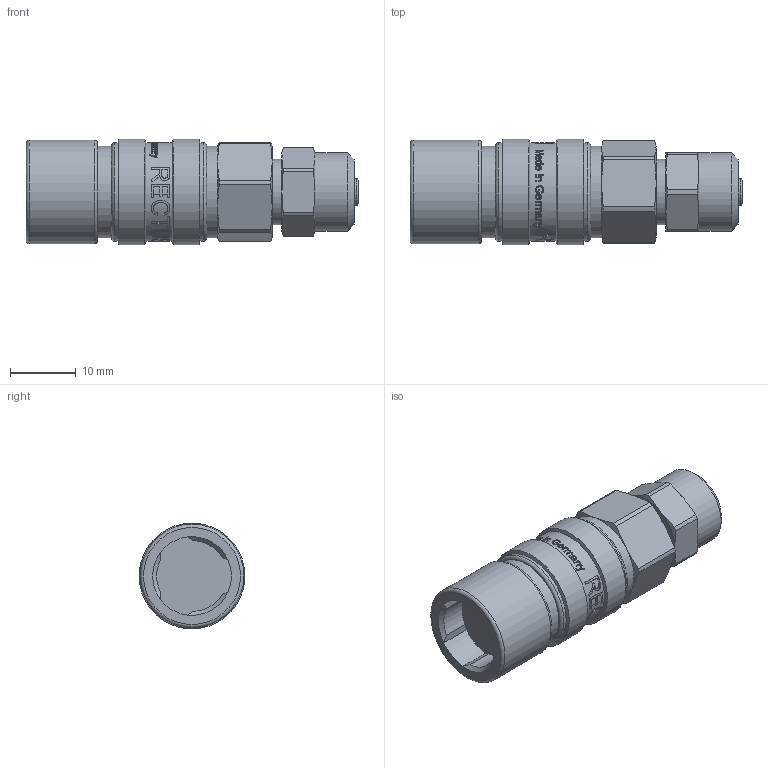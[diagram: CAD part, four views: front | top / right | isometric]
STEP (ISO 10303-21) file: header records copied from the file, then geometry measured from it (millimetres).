
FILE_DESCRIPTION(/* description */ (''),/* implementation_level */ '2;1');
FILE_NAME(/* name */ '21kako06mpn3.stp',/* time_stamp */ '2019-11-27T11:11:39+01:00',/* author */ ('IA176480'),/* organization */ (''),/* preprocessor_version */ 'ST-DEVELOPER v17',/* originating_system */ 'Autodesk Inventor 2019',/* authorisation */ '');
FILE_SCHEMA (('AUTOMOTIVE_DESIGN { 1 0 10303 214 3 1 1 }'));
Products named in the file (1): 21KAKO06MPN3
Bounding box: 50.64 x 16.14 x 16.14 mm (x, y, z)
Volume: 7877.7 mm3; surface area: 6359.9 mm2
Topology: 4 solids, 4 shells, 502 faces, 1358 edges, 905 vertices
Faces by surface type: bspline 211, plane 163, cylinder 77, cone 43, torus 8
Full cylindrical faces by diameter (mm): 3 x1, 3.268 x1, 4 x1, 4.6 x1, 6.2 x1, 8.6 x1, 8.92 x1, 10 x1, 10.45 x1, 12 x2, 12.15 x1, 12.603 x1, 14 x4, 15.1 x3, 15.8 x1, 16.15 x2
Entity records: 65300 total; most frequent: CARTESIAN_POINT 53715, ORIENTED_EDGE 2716, DIRECTION 1607, EDGE_CURVE 1358, VERTEX_POINT 905, AXIS2_PLACEMENT_3D 562, EDGE_LOOP 549, B_SPLINE_CURVE_WITH_KNOTS 545
